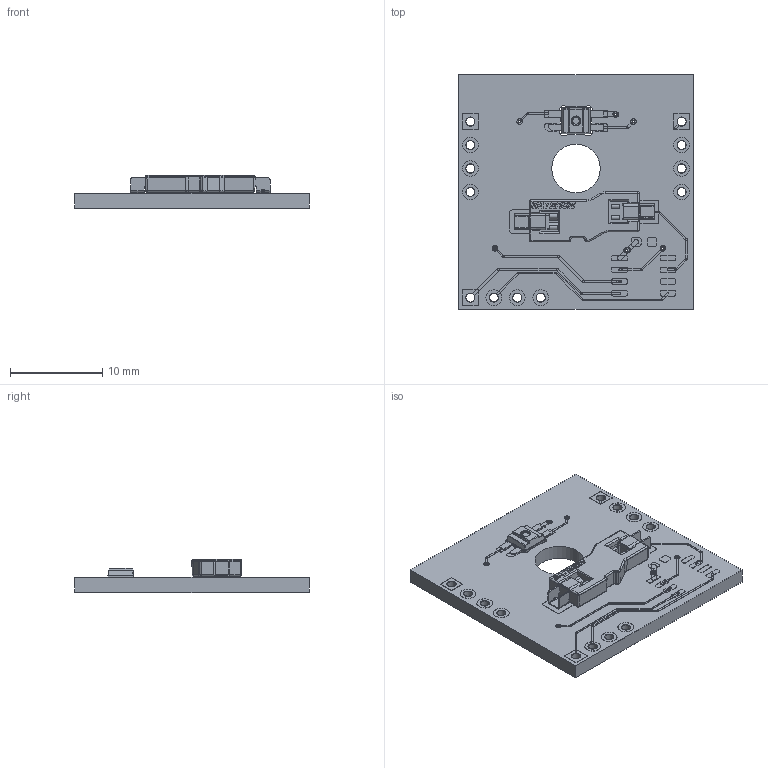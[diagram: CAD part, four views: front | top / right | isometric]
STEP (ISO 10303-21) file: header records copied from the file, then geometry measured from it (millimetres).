
FILE_DESCRIPTION(('KiCad electronic assembly'),'2;1');
FILE_NAME('raddr.step','2024-12-07T11:56:35',('Pcbnew'),('Kicad'), 'Open CASCADE STEP processor 7.8','KiCad to STEP converter','Unknown' );
FILE_SCHEMA(('AUTOMOTIVE_DESIGN { 1 0 10303 214 1 1 1 1 }'));
Length unit declared in the file: millimetre
Products named in the file (129): raddr 1; LED_SK6812MINI-E; LED_SK6812MINI-E v2; HS_KS-2P02B01-02_KS33; HS_gat_lp v7; _autosave-raddr_track_1; _autosave-raddr_track_2; _autosave-raddr_track_3; _autosave-raddr_track_4; _autosave-raddr_track_5; _autosave-raddr_track_6; _autosave-raddr_track_7; _autosave-raddr_track_8; _autosave-raddr_track_9; _autosave-raddr_track_10; _autosave-raddr_track_11; _autosave-raddr_track_12; _autosave-raddr_track_13; _autosave-raddr_track_14; _autosave-raddr_track_15; _autosave-raddr_track_16; _autosave-raddr_track_17; _autosave-raddr_track_18; _autosave-raddr_track_19; _autosave-raddr_track_20; _autosave-raddr_track_21; _autosave-raddr_track_22; _autosave-raddr_track_23; _autosave-raddr_track_24; _autosave-raddr_track_25; _autosave-raddr_track_26; _autosave-raddr_track_27; _autosave-raddr_track_28; _autosave-raddr_track_29; _autosave-raddr_track_30; _autosave-raddr_track_31; _autosave-raddr_track_32; _autosave-raddr_track_33; _autosave-raddr_track_34; _autosave-raddr_track_35 ...
Assembly tree (128 placements, depth 3):
  raddr 1
    LED_SK6812MINI-E
      LED_SK6812MINI-E v2
    HS_KS-2P02B01-02_KS33
      HS_gat_lp v7
    _autosave-raddr_track_1
    _autosave-raddr_track_2
    _autosave-raddr_track_3
    _autosave-raddr_track_4
    _autosave-raddr_track_5
    _autosave-raddr_track_6
    _autosave-raddr_track_7
    _autosave-raddr_track_8
    _autosave-raddr_track_9
    _autosave-raddr_track_10
    _autosave-raddr_track_11
    _autosave-raddr_track_12
    _autosave-raddr_track_13
    _autosave-raddr_track_14
    _autosave-raddr_track_15
    _autosave-raddr_track_16
    _autosave-raddr_track_17
    _autosave-raddr_track_18
    _autosave-raddr_track_19
    _autosave-raddr_track_20
    _autosave-raddr_track_21
    _autosave-raddr_track_22
    _autosave-raddr_track_23
    _autosave-raddr_track_24
    _autosave-raddr_track_25
    _autosave-raddr_track_26
    _autosave-raddr_track_27
    _autosave-raddr_track_28
    _autosave-raddr_track_29
    _autosave-raddr_track_30
    _autosave-raddr_track_31
    _autosave-raddr_track_32
    _autosave-raddr_track_33
    _autosave-raddr_track_34
    _autosave-raddr_track_35
    _autosave-raddr_track_36
    _autosave-raddr_track_37
    _autosave-raddr_track_38
    _autosave-raddr_track_39
    _autosave-raddr_track_40
    _autosave-raddr_track_41
    _autosave-raddr_track_42
    _autosave-raddr_track_43
    _autosave-raddr_pad_1
    _autosave-raddr_pad_2
    _autosave-raddr_pad_3
    _autosave-raddr_pad_4
    _autosave-raddr_pad_5
    _autosave-raddr_pad_6
    _autosave-raddr_pad_7
    _autosave-raddr_pad_8
    _autosave-raddr_pad_9
    _autosave-raddr_pad_10
    _autosave-raddr_pad_11
    _autosave-raddr_pad_12
Bounding box: 25.4 x 25.4 x 3.58 mm (x, y, z)
Volume: 1059.1 mm3; surface area: 2255.2 mm2
Topology: 128 solids, 128 shells, 2055 faces, 5222 edges, 3416 vertices
Faces by surface type: plane 1575, cylinder 385, bspline 54, sphere 21, torus 14, cone 6
Full cylindrical faces by diameter (mm): 0.25 x23, 0.3 x12, 0.6 x16, 0.95 x36, 1 x24, 2.95 x6, 3 x4, 3.3 x4, 5.25 x1
Entity records: 67107 total; most frequent: CARTESIAN_POINT 12480, ORIENTED_EDGE 10420, DIRECTION 10209, EDGE_CURVE 5210, LINE 4283, VECTOR 4283, VERTEX_POINT 3416, AXIS2_PLACEMENT_3D 2963
